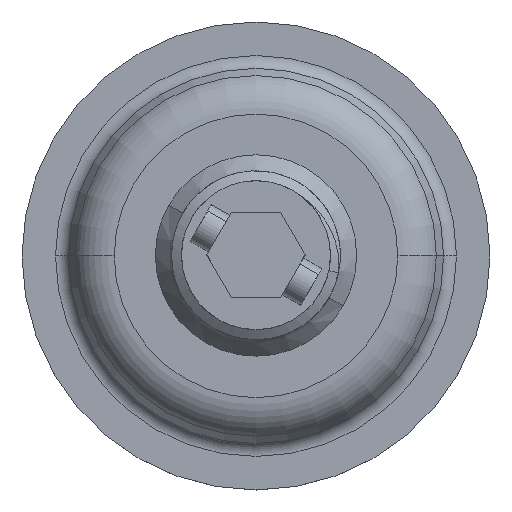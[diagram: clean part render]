
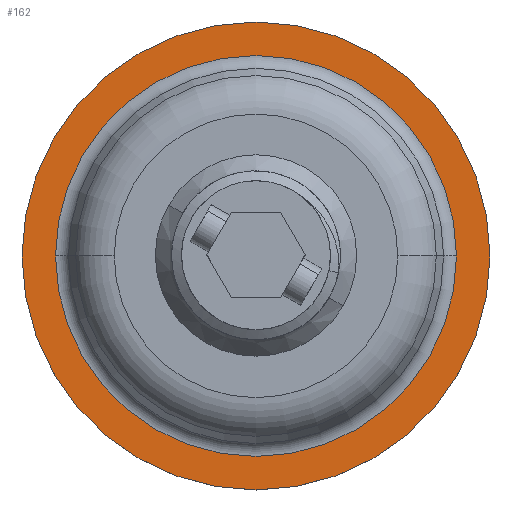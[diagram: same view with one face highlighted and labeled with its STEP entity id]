
A CAD part, top view. The second image highlights one B-rep face of the part: STEP entity #162.
In plain terms, the highlighted planar face has unit normal (0, 0, 1).
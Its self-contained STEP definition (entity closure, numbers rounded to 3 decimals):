
#151 = FACE_OUTER_BOUND ( 'NONE', #3095, .T. ) ;
#162 = ADVANCED_FACE ( 'NONE', ( #151, #2418 ), #2781, .F. ) ;
#181 = DIRECTION ( 'NONE',  ( -1., 0., 0. ) ) ;
#214 = VERTEX_POINT ( 'NONE', #2659 ) ;
#233 = AXIS2_PLACEMENT_3D ( 'NONE', #3450, #1618, #997 ) ;
#327 = ORIENTED_EDGE ( 'NONE', *, *, #961, .F. ) ;
#343 = AXIS2_PLACEMENT_3D ( 'NONE', #3141, #2582, #3170 ) ;
#556 = AXIS2_PLACEMENT_3D ( 'NONE', #1749, #3253, #181 ) ;
#601 = EDGE_CURVE ( 'NONE', #3348, #214, #3663, .T. ) ;
#761 = CARTESIAN_POINT ( 'NONE',  ( -14.136, 0., -3.4 ) ) ;
#815 = ORIENTED_EDGE ( 'NONE', *, *, #601, .T. ) ;
#833 = ORIENTED_EDGE ( 'NONE', *, *, #2753, .T. ) ;
#961 = EDGE_CURVE ( 'NONE', #2160, #1546, #1478, .T. ) ;
#997 = DIRECTION ( 'NONE',  ( -1., 0., 0. ) ) ;
#1016 = CARTESIAN_POINT ( 'NONE',  ( -16.5, 0., -3.4 ) ) ;
#1269 = CIRCLE ( 'NONE', #556, 16.5 ) ;
#1324 = DIRECTION ( 'NONE',  ( -1., 0., 0. ) ) ;
#1352 = DIRECTION ( 'NONE',  ( 0., 0., -1. ) ) ;
#1478 = CIRCLE ( 'NONE', #233, 16.5 ) ;
#1546 = VERTEX_POINT ( 'NONE', #1016 ) ;
#1605 = DIRECTION ( 'NONE',  ( 0., 0., -1. ) ) ;
#1618 = DIRECTION ( 'NONE',  ( 0., 0., -1. ) ) ;
#1675 = DIRECTION ( 'NONE',  ( -1., 0., 0. ) ) ;
#1749 = CARTESIAN_POINT ( 'NONE',  ( 0., 0., -3.4 ) ) ;
#1909 = CIRCLE ( 'NONE', #2355, 14.136 ) ;
#2160 = VERTEX_POINT ( 'NONE', #3789 ) ;
#2355 = AXIS2_PLACEMENT_3D ( 'NONE', #2867, #1605, #1324 ) ;
#2418 = FACE_BOUND ( 'NONE', #3879, .T. ) ;
#2582 = DIRECTION ( 'NONE',  ( 0., 0., -1. ) ) ;
#2659 = CARTESIAN_POINT ( 'NONE',  ( 14.136, 0., -3.4 ) ) ;
#2728 = ORIENTED_EDGE ( 'NONE', *, *, #3366, .F. ) ;
#2753 = EDGE_CURVE ( 'NONE', #214, #3348, #1909, .T. ) ;
#2781 = PLANE ( 'NONE',  #343 ) ;
#2867 = CARTESIAN_POINT ( 'NONE',  ( 0., 0., -3.4 ) ) ;
#3095 = EDGE_LOOP ( 'NONE', ( #2728, #327 ) ) ;
#3107 = AXIS2_PLACEMENT_3D ( 'NONE', #3188, #1352, #1675 ) ;
#3141 = CARTESIAN_POINT ( 'NONE',  ( 14.136, 0., -3.4 ) ) ;
#3170 = DIRECTION ( 'NONE',  ( -1., 0., 0. ) ) ;
#3188 = CARTESIAN_POINT ( 'NONE',  ( 0., 0., -3.4 ) ) ;
#3253 = DIRECTION ( 'NONE',  ( 0., 0., -1. ) ) ;
#3348 = VERTEX_POINT ( 'NONE', #761 ) ;
#3366 = EDGE_CURVE ( 'NONE', #1546, #2160, #1269, .T. ) ;
#3450 = CARTESIAN_POINT ( 'NONE',  ( 0., 0., -3.4 ) ) ;
#3663 = CIRCLE ( 'NONE', #3107, 14.136 ) ;
#3789 = CARTESIAN_POINT ( 'NONE',  ( 16.5, 0., -3.4 ) ) ;
#3879 = EDGE_LOOP ( 'NONE', ( #815, #833 ) ) ;
